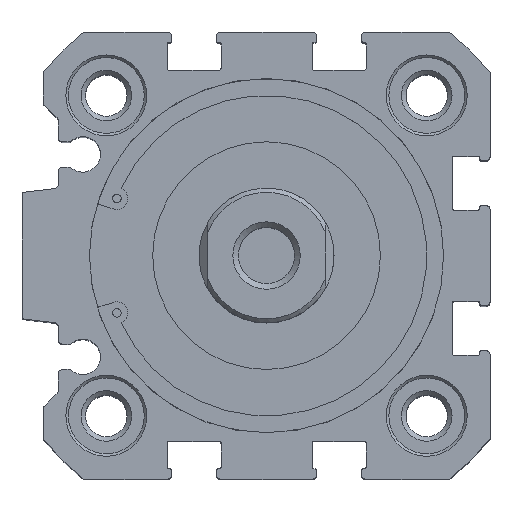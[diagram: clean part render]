
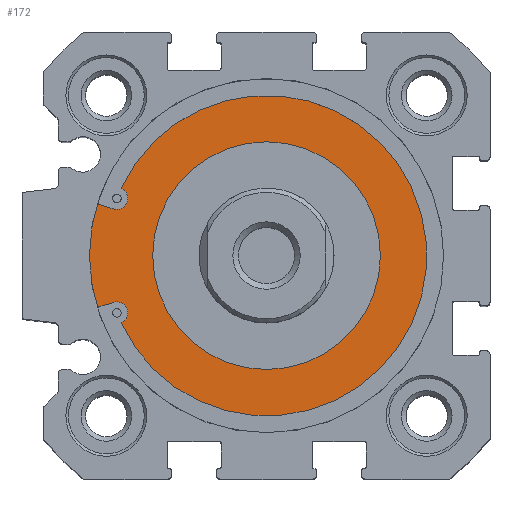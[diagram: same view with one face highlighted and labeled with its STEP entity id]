
A CAD part, top view. The second image highlights one B-rep face of the part: STEP entity #172.
In plain terms, the highlighted planar face has unit normal (0, 0, 1).
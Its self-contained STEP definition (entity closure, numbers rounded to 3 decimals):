
#172 = ADVANCED_FACE( '', ( #393, #394 ), #395, .T. );
#393 = FACE_OUTER_BOUND( '', #892, .T. );
#394 = FACE_BOUND( '', #893, .T. );
#395 = PLANE( '', #894 );
#892 = EDGE_LOOP( '', ( #1405, #1406, #1407, #1408, #1409, #1410, #1411, #1412, #1413, #1414 ) );
#893 = EDGE_LOOP( '', ( #1415 ) );
#894 = AXIS2_PLACEMENT_3D( '', #1416, #1417, #1418 );
#1405 = ORIENTED_EDGE( '', *, *, #3056, .T. );
#1406 = ORIENTED_EDGE( '', *, *, #3057, .F. );
#1407 = ORIENTED_EDGE( '', *, *, #3058, .F. );
#1408 = ORIENTED_EDGE( '', *, *, #3059, .F. );
#1409 = ORIENTED_EDGE( '', *, *, #3060, .T. );
#1410 = ORIENTED_EDGE( '', *, *, #3061, .T. );
#1411 = ORIENTED_EDGE( '', *, *, #3062, .T. );
#1412 = ORIENTED_EDGE( '', *, *, #3063, .F. );
#1413 = ORIENTED_EDGE( '', *, *, #3064, .F. );
#1414 = ORIENTED_EDGE( '', *, *, #3065, .F. );
#1415 = ORIENTED_EDGE( '', *, *, #3066, .F. );
#1416 = CARTESIAN_POINT( '', ( 0., 0., -1.5 ) );
#1417 = DIRECTION( '', ( 0., 0., 1. ) );
#1418 = DIRECTION( '', ( 1., 0., 0. ) );
#3056 = EDGE_CURVE( '', #3579, #3580, #3581, .T. );
#3057 = EDGE_CURVE( '', #3582, #3580, #3583, .T. );
#3058 = EDGE_CURVE( '', #3584, #3582, #3585, .T. );
#3059 = EDGE_CURVE( '', #3586, #3584, #3587, .T. );
#3060 = EDGE_CURVE( '', #3586, #3588, #3589, .T. );
#3061 = EDGE_CURVE( '', #3588, #3590, #3591, .T. );
#3062 = EDGE_CURVE( '', #3590, #3592, #3593, .T. );
#3063 = EDGE_CURVE( '', #3594, #3592, #3595, .T. );
#3064 = EDGE_CURVE( '', #3596, #3594, #3597, .T. );
#3065 = EDGE_CURVE( '', #3579, #3596, #3598, .T. );
#3066 = EDGE_CURVE( '', #3599, #3599, #3600, .T. );
#3579 = VERTEX_POINT( '', #4451 );
#3580 = VERTEX_POINT( '', #4452 );
#3581 = CIRCLE( '', #4453, 21. );
#3582 = VERTEX_POINT( '', #4454 );
#3583 = CIRCLE( '', #4455, 0.2 );
#3584 = VERTEX_POINT( '', #4456 );
#3585 = LINE( '', #4457, #4458 );
#3586 = VERTEX_POINT( '', #4459 );
#3587 = CIRCLE( '', #4460, 1.3 );
#3588 = VERTEX_POINT( '', #4461 );
#3589 = CIRCLE( '', #4462, 0.1 );
#3590 = VERTEX_POINT( '', #4463 );
#3591 = CIRCLE( '', #4464, 19. );
#3592 = VERTEX_POINT( '', #4465 );
#3593 = CIRCLE( '', #4466, 0.1 );
#3594 = VERTEX_POINT( '', #4467 );
#3595 = CIRCLE( '', #4468, 1.301 );
#3596 = VERTEX_POINT( '', #4469 );
#3597 = LINE( '', #4470, #4471 );
#3598 = CIRCLE( '', #4472, 0.2 );
#3599 = VERTEX_POINT( '', #4473 );
#3600 = CIRCLE( '', #4474, 13.5 );
#4451 = CARTESIAN_POINT( '', ( -20.022, 6.333, -1.5 ) );
#4452 = CARTESIAN_POINT( '', ( -20.022, -6.333, -1.5 ) );
#4453 = AXIS2_PLACEMENT_3D( '', #5627, #5628, #5629 );
#4454 = CARTESIAN_POINT( '', ( -19.89, -6.081, -1.5 ) );
#4455 = AXIS2_PLACEMENT_3D( '', #5630, #5631, #5632 );
#4456 = CARTESIAN_POINT( '', ( -18.127, -5.542, -1.5 ) );
#4457 = CARTESIAN_POINT( '', ( -18.127, -5.542, -1.5 ) );
#4458 = VECTOR( '', #5633, 1000. );
#4459 = CARTESIAN_POINT( '', ( -17.154, -7.942, -1.5 ) );
#4460 = AXIS2_PLACEMENT_3D( '', #5634, #5635, #5636 );
#4461 = CARTESIAN_POINT( '', ( -17.199, -8.074, -1.5 ) );
#4462 = AXIS2_PLACEMENT_3D( '', #5637, #5638, #5639 );
#4463 = CARTESIAN_POINT( '', ( -17.199, 8.074, -1.5 ) );
#4464 = AXIS2_PLACEMENT_3D( '', #5640, #5641, #5642 );
#4465 = CARTESIAN_POINT( '', ( -17.154, 7.943, -1.5 ) );
#4466 = AXIS2_PLACEMENT_3D( '', #5643, #5644, #5645 );
#4467 = CARTESIAN_POINT( '', ( -18.085, 5.529, -1.5 ) );
#4468 = AXIS2_PLACEMENT_3D( '', #5646, #5647, #5648 );
#4469 = CARTESIAN_POINT( '', ( -19.89, 6.081, -1.5 ) );
#4470 = CARTESIAN_POINT( '', ( -19.89, 6.081, -1.5 ) );
#4471 = VECTOR( '', #5649, 1000. );
#4472 = AXIS2_PLACEMENT_3D( '', #5650, #5651, #5652 );
#4473 = CARTESIAN_POINT( '', ( 13.5, 0., -1.5 ) );
#4474 = AXIS2_PLACEMENT_3D( '', #5653, #5654, #5655 );
#5627 = CARTESIAN_POINT( '', ( 0., 0., -1.5 ) );
#5628 = DIRECTION( '', ( 0., 0., 1. ) );
#5629 = DIRECTION( '', ( 1., 0., 0. ) );
#5630 = CARTESIAN_POINT( '', ( -19.832, -6.272, -1.5 ) );
#5631 = DIRECTION( '', ( 0., 0., 1. ) );
#5632 = DIRECTION( '', ( 1., 0., 0. ) );
#5633 = DIRECTION( '', ( -0.956, -0.292, 0. ) );
#5634 = CARTESIAN_POINT( '', ( -17.747, -6.785, -1.5 ) );
#5635 = DIRECTION( '', ( 0., 0., 1. ) );
#5636 = DIRECTION( '', ( 1., 0., 0. ) );
#5637 = CARTESIAN_POINT( '', ( -17.109, -8.031, -1.5 ) );
#5638 = DIRECTION( '', ( 0., 0., 1. ) );
#5639 = DIRECTION( '', ( 1., 0., 0. ) );
#5640 = CARTESIAN_POINT( '', ( 0., 0., -1.5 ) );
#5641 = DIRECTION( '', ( 0., 0., 1. ) );
#5642 = DIRECTION( '', ( 1., 0., 0. ) );
#5643 = CARTESIAN_POINT( '', ( -17.108, 8.032, -1.5 ) );
#5644 = DIRECTION( '', ( 0., 0., 1. ) );
#5645 = DIRECTION( '', ( 1., 0., 0. ) );
#5646 = CARTESIAN_POINT( '', ( -17.747, 6.785, -1.5 ) );
#5647 = DIRECTION( '', ( 0., 0., 1. ) );
#5648 = DIRECTION( '', ( 1., 0., 0. ) );
#5649 = DIRECTION( '', ( 0.956, -0.292, 0. ) );
#5650 = CARTESIAN_POINT( '', ( -19.832, 6.272, -1.5 ) );
#5651 = DIRECTION( '', ( 0., 0., 1. ) );
#5652 = DIRECTION( '', ( 1., 0., 0. ) );
#5653 = CARTESIAN_POINT( '', ( 0., 0., -1.5 ) );
#5654 = DIRECTION( '', ( 0., 0., 1. ) );
#5655 = DIRECTION( '', ( 1., 0., 0. ) );
